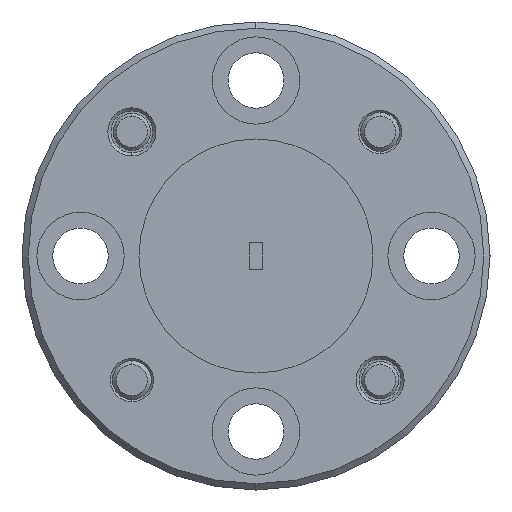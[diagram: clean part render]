
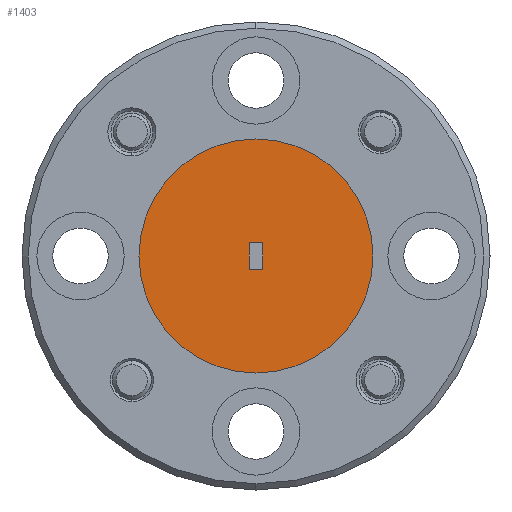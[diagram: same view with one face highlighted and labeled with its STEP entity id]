
A CAD part, left-side view. The second image highlights one B-rep face of the part: STEP entity #1403.
In plain terms, the highlighted planar face has unit normal (-1, 0, 0).
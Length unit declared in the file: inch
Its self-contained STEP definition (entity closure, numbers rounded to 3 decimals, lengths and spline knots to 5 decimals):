
#46 = EDGE_CURVE ( 'NONE', #3961, #995, #4119, .T. ) ;
#52 = EDGE_CURVE ( 'NONE', #3427, #3180, #1914, .T. ) ;
#156 = CARTESIAN_POINT ( 'NONE',  ( -3.34592, 0.09666, 1.42047 ) ) ;
#185 = CIRCLE ( 'NONE', #1484, 0.1875 ) ;
#384 = ORIENTED_EDGE ( 'NONE', *, *, #46, .F. ) ;
#433 = LINE ( 'NONE', #2057, #1332 ) ;
#465 = VECTOR ( 'NONE', #1871, 39.37008 ) ;
#578 = CARTESIAN_POINT ( 'NONE',  ( -3.34592, 0.09666, 1.46347 ) ) ;
#580 = CARTESIAN_POINT ( 'NONE',  ( -3.34592, 0.09666, 1.46347 ) ) ;
#804 = DIRECTION ( 'NONE',  ( -1., 0., 0. ) ) ;
#817 = CIRCLE ( 'NONE', #3241, 0.1875 ) ;
#832 = DIRECTION ( 'NONE',  ( 0., 0., -1. ) ) ;
#906 = ORIENTED_EDGE ( 'NONE', *, *, #1402, .T. ) ;
#907 = CARTESIAN_POINT ( 'NONE',  ( -3.34592, 0.11816, 1.46347 ) ) ;
#922 = LINE ( 'NONE', #578, #465 ) ;
#949 = DIRECTION ( 'NONE',  ( 0., 0., 1. ) ) ;
#995 = VERTEX_POINT ( 'NONE', #1551 ) ;
#1076 = DIRECTION ( 'NONE',  ( 1., 0., 0. ) ) ;
#1122 = CARTESIAN_POINT ( 'NONE',  ( -3.34592, 0.10741, 1.44197 ) ) ;
#1263 = CARTESIAN_POINT ( 'NONE',  ( -3.34592, 0.10741, 1.62947 ) ) ;
#1332 = VECTOR ( 'NONE', #2323, 39.37008 ) ;
#1402 = EDGE_CURVE ( 'NONE', #2496, #4077, #185, .T. ) ;
#1403 = ADVANCED_FACE ( 'NONE', ( #2720, #3699 ), #1765, .F. ) ;
#1433 = ORIENTED_EDGE ( 'NONE', *, *, #2894, .F. ) ;
#1484 = AXIS2_PLACEMENT_3D ( 'NONE', #1122, #3656, #3339 ) ;
#1551 = CARTESIAN_POINT ( 'NONE',  ( -3.34592, 0.09666, 1.46347 ) ) ;
#1603 = DIRECTION ( 'NONE',  ( 0., 0., -1. ) ) ;
#1658 = EDGE_LOOP ( 'NONE', ( #906, #1738 ) ) ;
#1738 = ORIENTED_EDGE ( 'NONE', *, *, #1990, .T. ) ;
#1765 = PLANE ( 'NONE',  #2557 ) ;
#1783 = CARTESIAN_POINT ( 'NONE',  ( -3.34592, 0.10741, 1.44197 ) ) ;
#1871 = DIRECTION ( 'NONE',  ( 0., 1., 0. ) ) ;
#1914 = LINE ( 'NONE', #907, #4160 ) ;
#1990 = EDGE_CURVE ( 'NONE', #4077, #2496, #817, .T. ) ;
#2010 = ORIENTED_EDGE ( 'NONE', *, *, #4113, .F. ) ;
#2057 = CARTESIAN_POINT ( 'NONE',  ( -3.34592, 0.09666, 1.42047 ) ) ;
#2323 = DIRECTION ( 'NONE',  ( 0., -1., 0. ) ) ;
#2391 = EDGE_LOOP ( 'NONE', ( #384, #2010, #3818, #1433 ) ) ;
#2496 = VERTEX_POINT ( 'NONE', #1263 ) ;
#2557 = AXIS2_PLACEMENT_3D ( 'NONE', #1783, #1076, #832 ) ;
#2720 = FACE_BOUND ( 'NONE', #2391, .T. ) ;
#2777 = DIRECTION ( 'NONE',  ( 0., 0., 1. ) ) ;
#2795 = CARTESIAN_POINT ( 'NONE',  ( -3.34592, 0.10741, 1.25447 ) ) ;
#2894 = EDGE_CURVE ( 'NONE', #995, #3427, #922, .T. ) ;
#3180 = VERTEX_POINT ( 'NONE', #3610 ) ;
#3241 = AXIS2_PLACEMENT_3D ( 'NONE', #3695, #804, #2777 ) ;
#3339 = DIRECTION ( 'NONE',  ( 0., 0., 1. ) ) ;
#3427 = VERTEX_POINT ( 'NONE', #3901 ) ;
#3610 = CARTESIAN_POINT ( 'NONE',  ( -3.34592, 0.11816, 1.42047 ) ) ;
#3656 = DIRECTION ( 'NONE',  ( -1., 0., 0. ) ) ;
#3695 = CARTESIAN_POINT ( 'NONE',  ( -3.34592, 0.10741, 1.44197 ) ) ;
#3699 = FACE_OUTER_BOUND ( 'NONE', #1658, .T. ) ;
#3818 = ORIENTED_EDGE ( 'NONE', *, *, #52, .F. ) ;
#3901 = CARTESIAN_POINT ( 'NONE',  ( -3.34592, 0.11816, 1.46347 ) ) ;
#3961 = VERTEX_POINT ( 'NONE', #156 ) ;
#4021 = VECTOR ( 'NONE', #949, 39.37008 ) ;
#4077 = VERTEX_POINT ( 'NONE', #2795 ) ;
#4113 = EDGE_CURVE ( 'NONE', #3180, #3961, #433, .T. ) ;
#4119 = LINE ( 'NONE', #580, #4021 ) ;
#4160 = VECTOR ( 'NONE', #1603, 39.37008 ) ;
